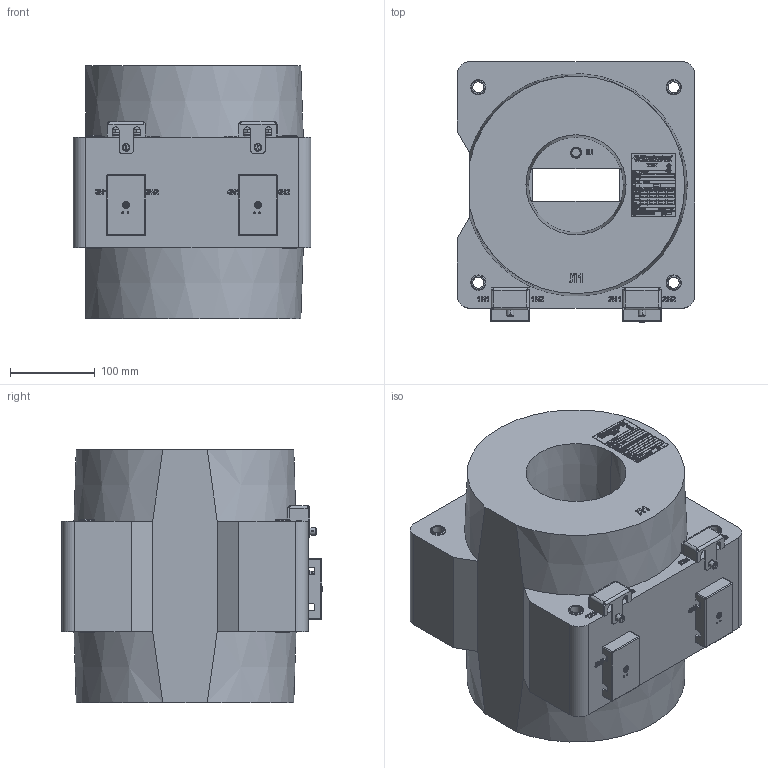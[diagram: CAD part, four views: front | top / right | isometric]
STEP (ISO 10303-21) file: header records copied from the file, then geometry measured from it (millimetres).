
FILE_DESCRIPTION (( 'STEP AP214' ), '1' );
FILE_NAME ('ﾒﾋﾊ-ﾑﾒ-10-ﾒﾘﾋﾏ2.STEP', '2023-06-09T09:07:07', ( '' ), ( '' ), 'SwSTEP 2.0', 'SolidWorks 2014', '' );
FILE_SCHEMA (( 'AUTOMOTIVE_DESIGN' ));
Length unit declared in the file: millimetre
Products named in the file (70): ﾘ琺矜 6.016 ﾃﾎﾑﾒ11371-78 (DIN125A); ÂÅÈÓ.758472.007-01 Ãàéêà; 屡扔.758181.002 妈眚 镫铎徼痤忸黜; 令腧 󊬱2.58.019 梦岩 7798-70 (DIN933); ÂÅÈÓ.735314.016 Êðûøêà çàùèòíàÿ; ÂÅÈÓ.754312.182À Òàáëè÷êà òåõíè÷åñêèõ äàííûõ ÒËÊ-ÑÒ_; ﾘ琺矜 6.65ﾃ.019 ﾃﾎﾑﾒ 6402-70 (DIN127B); 扻豵鵨 眧冾-10  3; ﾒﾋﾊ-ﾑﾒ-10-ﾒﾘﾋﾏ2; ﾏﾔ8.906.037 粨炅 ﾌ4; ÂÅÈÓ.754312.182À Òàáëè÷êà òåõíè÷åñêèõ äàííûõ ÒËÊ-ÑÒ__-00; ÂÅÈÓ.758472.015 Ãàéêà; ﾏ瑕褪 ﾌ6; 屡扔.713174.003 买箅赅; ÂÅÈÓ.323293.013 Êðûøêà çàùèòíàÿ_-02; 屡扔.758472.014; 屡扔.671235.312-01-01蚜_-19; 屡扔.713174.003 买箅赅_-04; ÂÅÈÓ.323293.013 Êðûøêà çàùèòíàÿ; Êîðïóñ ÒØËÏ-10  3_4å ®¡¬®â
Assembly tree (40 placements, depth 3):
  ﾘ琺矜 6.016 ﾃﾎﾑﾒ11371-78 (DIN125A)
  ÂÅÈÓ.758472.007-01 Ãàéêà
  屡扔.758181.002 妈眚 镫铎徼痤忸黜
  令腧 󊬱2.58.019 梦岩 7798-70 (DIN933)
  ÂÅÈÓ.758472.007-01 Ãàéêà
Bounding box: 280 x 306.5 x 298.8 mm (x, y, z)
Volume: 16899345.2 mm3; surface area: 680700 mm2
Topology: 54 solids, 54 shells, 4351 faces, 11242 edges, 7312 vertices
Faces by surface type: plane 2565, bspline 1007, cylinder 480, cone 253, torus 30, sphere 16
Entity records: 187093 total; most frequent: CARTESIAN_POINT 78335, ORIENTED_EDGE 18076, DIRECTION 12437, EDGE_CURVE 9038, VECTOR 6563, LINE 6563, VERTEX_POINT 5985, EDGE_LOOP 3785
